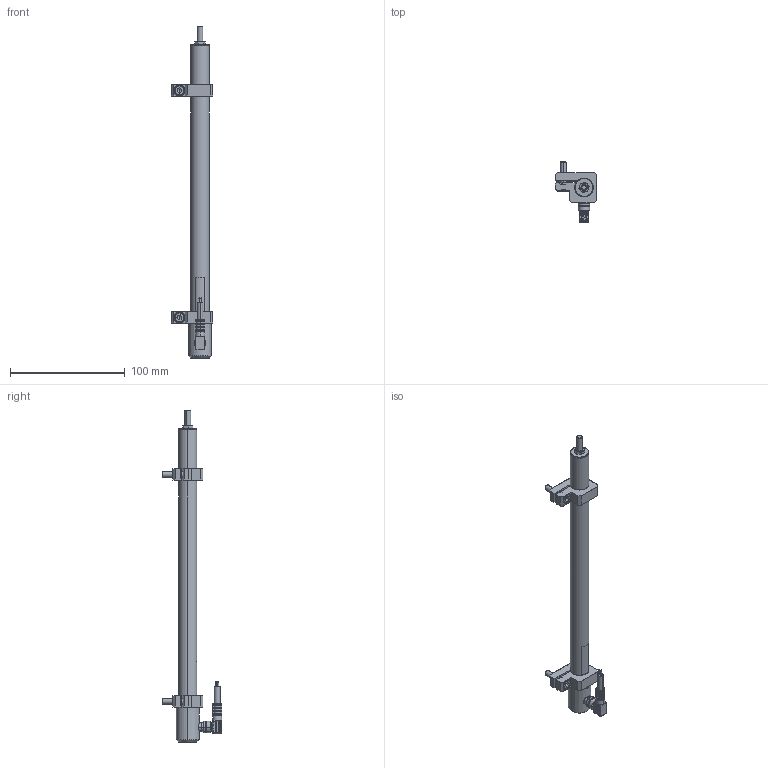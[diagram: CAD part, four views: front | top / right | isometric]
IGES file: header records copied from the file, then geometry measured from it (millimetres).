
Start section: SolidWorks IGES file using analytic representation for surfaces
Global section: file name: TX2_0200_Stecker_ein_Montageblock.IGS; native system: SolidWorks 2010; preprocessor: SolidWorks 2010; author: Konstantinidis; date: 110125.115015; units: millimetre
Bounding box: 36 x 52.3 x 289.9 mm (x, y, z)
Surface area: 24385 mm2 (no closed solid volume)
Topology: 0 solids, 0 shells, 508 faces, 4970 edges, 4958 vertices
Faces by surface type: revolution 258, bspline 250
